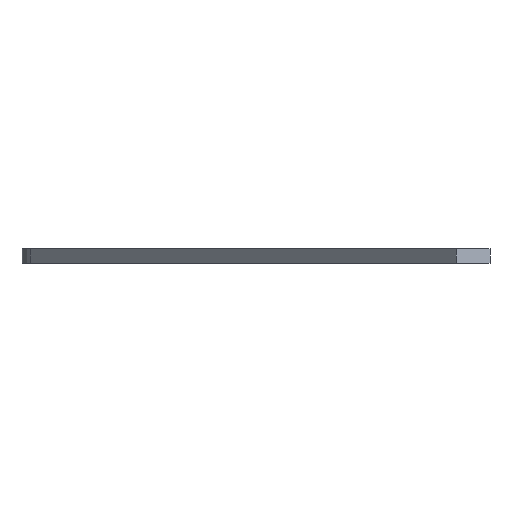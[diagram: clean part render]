
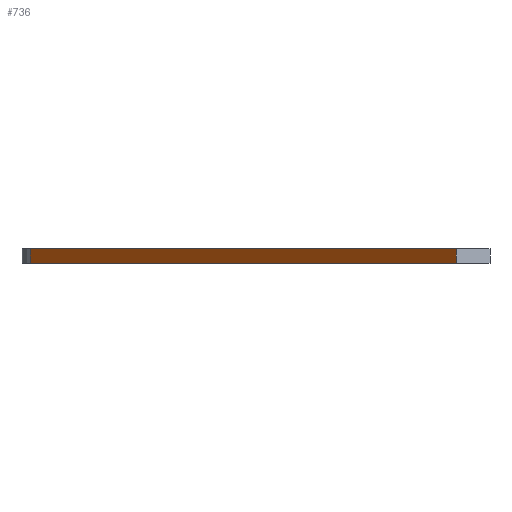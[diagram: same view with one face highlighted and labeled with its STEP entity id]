
A CAD part, left-side view. The second image highlights one B-rep face of the part: STEP entity #736.
In plain terms, the highlighted planar face has unit normal (-0.682, 0.731, 0).
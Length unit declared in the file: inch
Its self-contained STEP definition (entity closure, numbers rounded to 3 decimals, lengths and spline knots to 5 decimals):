
#67 = LINE ( 'NONE', #553, #1168 ) ;
#167 = EDGE_LOOP ( 'NONE', ( #975, #1564, #1568, #728 ) ) ;
#175 = EDGE_CURVE ( 'NONE', #1226, #321, #997, .T. ) ;
#321 = VERTEX_POINT ( 'NONE', #639 ) ;
#370 = DIRECTION ( 'NONE',  ( 0.731, 0.682, 0. ) ) ;
#471 = VERTEX_POINT ( 'NONE', #1154 ) ;
#526 = CARTESIAN_POINT ( 'NONE',  ( -6.55926, -2.49703, 0.1875 ) ) ;
#553 = CARTESIAN_POINT ( 'NONE',  ( -6.55926, -2.49703, -8.82748 ) ) ;
#639 = CARTESIAN_POINT ( 'NONE',  ( -0.83667, 2.83998, 0.1875 ) ) ;
#681 = EDGE_CURVE ( 'NONE', #321, #471, #1322, .T. ) ;
#728 = ORIENTED_EDGE ( 'NONE', *, *, #1266, .T. ) ;
#736 = ADVANCED_FACE ( 'NONE', ( #1398 ), #1554, .F. ) ;
#744 = CARTESIAN_POINT ( 'NONE',  ( -6.55926, -2.49703, 0. ) ) ;
#776 = DIRECTION ( 'NONE',  ( 0.682, -0.731, 0. ) ) ;
#781 = VECTOR ( 'NONE', #1065, 39.37008 ) ;
#818 = CARTESIAN_POINT ( 'NONE',  ( -1.80574, 1.9362, 0. ) ) ;
#881 = CARTESIAN_POINT ( 'NONE',  ( -0.83667, 2.83998, -8.82748 ) ) ;
#975 = ORIENTED_EDGE ( 'NONE', *, *, #175, .T. ) ;
#997 = LINE ( 'NONE', #1051, #1139 ) ;
#1041 = DIRECTION ( 'NONE',  ( 0., 0., -1. ) ) ;
#1045 = DIRECTION ( 'NONE',  ( 0.731, 0.682, 0. ) ) ;
#1051 = CARTESIAN_POINT ( 'NONE',  ( -1.80574, 1.9362, 0.1875 ) ) ;
#1065 = DIRECTION ( 'NONE',  ( -0.731, -0.682, 0. ) ) ;
#1108 = VERTEX_POINT ( 'NONE', #744 ) ;
#1125 = VECTOR ( 'NONE', #1041, 39.37008 ) ;
#1139 = VECTOR ( 'NONE', #370, 39.37008 ) ;
#1154 = CARTESIAN_POINT ( 'NONE',  ( -0.83667, 2.83998, 0. ) ) ;
#1168 = VECTOR ( 'NONE', #1214, 39.37008 ) ;
#1170 = CARTESIAN_POINT ( 'NONE',  ( -1.80574, 1.9362, -8.82748 ) ) ;
#1214 = DIRECTION ( 'NONE',  ( 0., 0., 1. ) ) ;
#1226 = VERTEX_POINT ( 'NONE', #526 ) ;
#1266 = EDGE_CURVE ( 'NONE', #1108, #1226, #67, .T. ) ;
#1322 = LINE ( 'NONE', #881, #1125 ) ;
#1398 = FACE_OUTER_BOUND ( 'NONE', #167, .T. ) ;
#1415 = LINE ( 'NONE', #818, #781 ) ;
#1444 = AXIS2_PLACEMENT_3D ( 'NONE', #1170, #776, #1045 ) ;
#1520 = EDGE_CURVE ( 'NONE', #471, #1108, #1415, .T. ) ;
#1554 = PLANE ( 'NONE',  #1444 ) ;
#1564 = ORIENTED_EDGE ( 'NONE', *, *, #681, .T. ) ;
#1568 = ORIENTED_EDGE ( 'NONE', *, *, #1520, .T. ) ;
